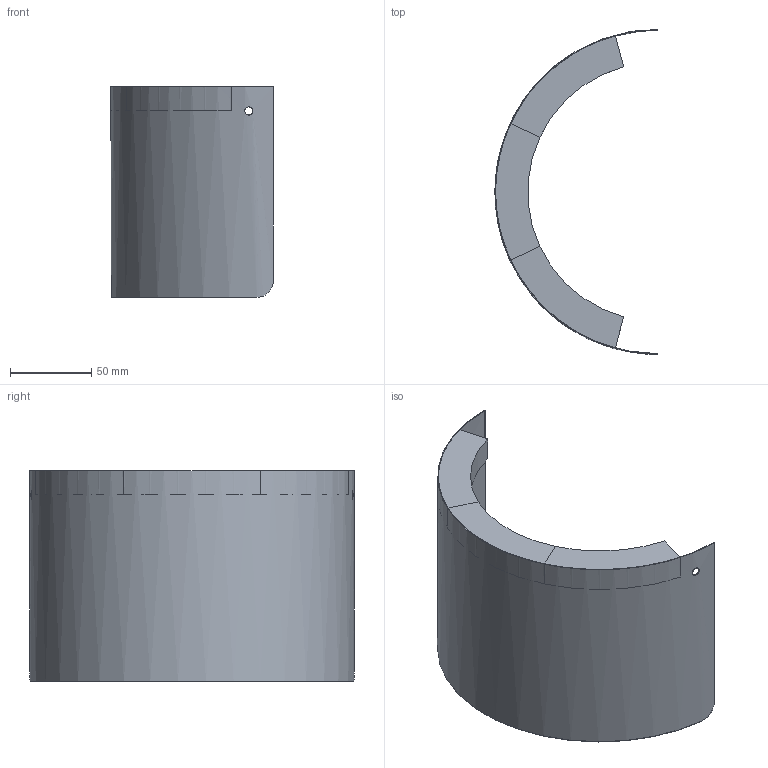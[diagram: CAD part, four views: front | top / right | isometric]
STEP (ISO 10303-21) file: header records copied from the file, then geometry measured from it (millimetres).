
FILE_DESCRIPTION(/* description */ (''),/* implementation_level */ '2;1');
FILE_NAME(/* name */ 'final isometric fara elastic.stp',/* time_stamp */ '2020-04-05T18:29:02+02:00',/* author */ (''),/* organization */ (''),/* preprocessor_version */ 'ST-DEVELOPER v16',/* originating_system */ 'SIEMENS PLM Software NX 11.0',/* authorisation */ '');
FILE_SCHEMA (('AUTOMOTIVE_DESIGN { 1 0 10303 214 3 1 1 1 }'));
Length unit declared in the file: millimetre
Products named in the file (1): isometric cu masca
Bounding box: 100.15 x 200.3 x 130 mm (x, y, z)
Volume: 82795.4 mm3; surface area: 100055 mm2
Topology: 4 solids, 4 shells, 28 faces, 60 edges, 40 vertices
Faces by surface type: plane 16, cylinder 12
Full cylindrical faces by diameter (mm): 5 x2
Entity records: 1030 total; most frequent: CARTESIAN_POINT 375, DIRECTION 124, ORIENTED_EDGE 116, EDGE_CURVE 58, AXIS2_PLACEMENT_3D 45, VERTEX_POINT 40, EDGE_LOOP 34, LINE 34
